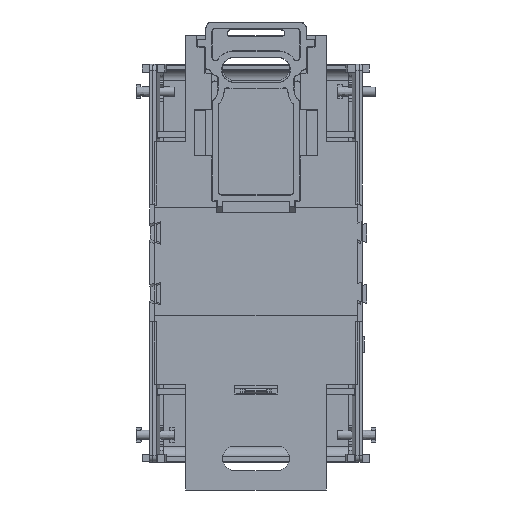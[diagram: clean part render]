
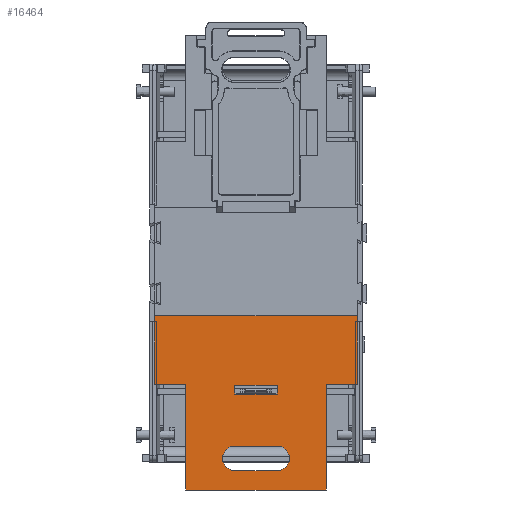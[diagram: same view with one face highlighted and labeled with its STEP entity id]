
A CAD part, front view. The second image highlights one B-rep face of the part: STEP entity #16464.
In plain terms, the highlighted planar face has unit normal (0, -1, 0).
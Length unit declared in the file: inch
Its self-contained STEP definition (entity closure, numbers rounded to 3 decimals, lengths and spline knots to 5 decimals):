
#359 = EDGE_CURVE ( 'NONE', #18190, #17831, #26549, .T. ) ;
#380 = DIRECTION ( 'NONE',  ( 1., 0., 0. ) ) ;
#1009 = EDGE_CURVE ( 'NONE', #16982, #25033, #13605, .T. ) ;
#1293 = CARTESIAN_POINT ( 'NONE',  ( -0.26378, -0.60039, -2.40945 ) ) ;
#1384 = CARTESIAN_POINT ( 'NONE',  ( 1.25, -0.60039, -1.61673 ) ) ;
#1665 = VERTEX_POINT ( 'NONE', #6161 ) ;
#1726 = CARTESIAN_POINT ( 'NONE',  ( 0.86614, -0.60039, -1.5 ) ) ;
#1869 = EDGE_CURVE ( 'NONE', #14339, #18771, #25569, .T. ) ;
#2206 = ORIENTED_EDGE ( 'NONE', *, *, #27504, .F. ) ;
#2210 = EDGE_CURVE ( 'NONE', #17831, #21865, #23474, .T. ) ;
#2291 = DIRECTION ( 'NONE',  ( 0., 0., -1. ) ) ;
#2364 = VECTOR ( 'NONE', #2291, 39.37008 ) ;
#2500 = ORIENTED_EDGE ( 'NONE', *, *, #9326, .F. ) ;
#2563 = PLANE ( 'NONE',  #23629 ) ;
#2591 = ORIENTED_EDGE ( 'NONE', *, *, #1869, .F. ) ;
#2712 = CARTESIAN_POINT ( 'NONE',  ( 1.25, -0.60039, -0.64961 ) ) ;
#2840 = LINE ( 'NONE', #27224, #15136 ) ;
#4215 = VECTOR ( 'NONE', #27732, 39.37008 ) ;
#4550 = CARTESIAN_POINT ( 'NONE',  ( -0.86614, -0.60039, -2.79921 ) ) ;
#4570 = EDGE_CURVE ( 'NONE', #12157, #8001, #6525, .T. ) ;
#5195 = ORIENTED_EDGE ( 'NONE', *, *, #10842, .F. ) ;
#5196 = LINE ( 'NONE', #9319, #18135 ) ;
#5237 = EDGE_LOOP ( 'NONE', ( #2500, #6760, #5644, #12988, #6018, #16200, #2591, #2206 ) ) ;
#5560 = AXIS2_PLACEMENT_3D ( 'NONE', #15439, #15145, #21696 ) ;
#5644 = ORIENTED_EDGE ( 'NONE', *, *, #12536, .F. ) ;
#5746 = CARTESIAN_POINT ( 'NONE',  ( 0.26378, -0.60039, -0.64961 ) ) ;
#5849 = DIRECTION ( 'NONE',  ( 0., 0., 1. ) ) ;
#6009 = VERTEX_POINT ( 'NONE', #14253 ) ;
#6018 = ORIENTED_EDGE ( 'NONE', *, *, #4570, .F. ) ;
#6161 = CARTESIAN_POINT ( 'NONE',  ( 0.26378, -0.60039, -1.50649 ) ) ;
#6299 = VECTOR ( 'NONE', #21130, 39.37008 ) ;
#6304 = ORIENTED_EDGE ( 'NONE', *, *, #2210, .F. ) ;
#6365 = LINE ( 'NONE', #23868, #23997 ) ;
#6463 = EDGE_CURVE ( 'NONE', #21865, #6009, #24365, .T. ) ;
#6477 = CARTESIAN_POINT ( 'NONE',  ( 1.25, -0.60039, -1.50649 ) ) ;
#6525 = LINE ( 'NONE', #22307, #2364 ) ;
#6760 = ORIENTED_EDGE ( 'NONE', *, *, #1009, .F. ) ;
#7703 = LINE ( 'NONE', #1384, #23049 ) ;
#7704 = LINE ( 'NONE', #26484, #6299 ) ;
#8001 = VERTEX_POINT ( 'NONE', #18064 ) ;
#8196 = CARTESIAN_POINT ( 'NONE',  ( -1.25, -0.60039, -0.64961 ) ) ;
#8670 = LINE ( 'NONE', #24128, #20220 ) ;
#8992 = VERTEX_POINT ( 'NONE', #1726 ) ;
#9134 = VECTOR ( 'NONE', #25687, 39.37008 ) ;
#9319 = CARTESIAN_POINT ( 'NONE',  ( 1.25, -0.60039, -0.64961 ) ) ;
#9326 = EDGE_CURVE ( 'NONE', #25033, #17325, #7704, .T. ) ;
#9445 = DIRECTION ( 'NONE',  ( 0., 1., 0. ) ) ;
#9676 = VECTOR ( 'NONE', #24893, 39.37008 ) ;
#10113 = DIRECTION ( 'NONE',  ( 1., 0., 0. ) ) ;
#10144 = CARTESIAN_POINT ( 'NONE',  ( -0.86614, -0.60039, -1.5 ) ) ;
#10230 = DIRECTION ( 'NONE',  ( 0., -1., 0. ) ) ;
#10399 = ORIENTED_EDGE ( 'NONE', *, *, #18812, .F. ) ;
#10842 = EDGE_CURVE ( 'NONE', #14566, #1665, #25893, .T. ) ;
#11570 = CARTESIAN_POINT ( 'NONE',  ( 0.26378, -0.60039, -2.25984 ) ) ;
#11675 = CARTESIAN_POINT ( 'NONE',  ( 0.26378, -0.60039, -2.55906 ) ) ;
#11723 = VECTOR ( 'NONE', #5849, 39.37008 ) ;
#11842 = CARTESIAN_POINT ( 'NONE',  ( 0.86614, -0.60039, -2.79921 ) ) ;
#11911 = EDGE_LOOP ( 'NONE', ( #19046, #26564, #5195, #26960 ) ) ;
#12069 = EDGE_LOOP ( 'NONE', ( #19828, #6304, #15003, #10399 ) ) ;
#12081 = FACE_OUTER_BOUND ( 'NONE', #5237, .T. ) ;
#12157 = VERTEX_POINT ( 'NONE', #21631 ) ;
#12536 = EDGE_CURVE ( 'NONE', #8992, #16982, #21174, .T. ) ;
#12988 = ORIENTED_EDGE ( 'NONE', *, *, #16443, .F. ) ;
#13367 = DIRECTION ( 'NONE',  ( -1., 0., 0. ) ) ;
#13465 = DIRECTION ( 'NONE',  ( -1., 0., 0. ) ) ;
#13537 = VECTOR ( 'NONE', #13465, 39.37008 ) ;
#13605 = LINE ( 'NONE', #17979, #13537 ) ;
#13694 = DIRECTION ( 'NONE',  ( 0., 0., 1. ) ) ;
#13819 = CARTESIAN_POINT ( 'NONE',  ( -0.26378, -0.60039, -2.25984 ) ) ;
#13985 = FACE_BOUND ( 'NONE', #11911, .T. ) ;
#14253 = CARTESIAN_POINT ( 'NONE',  ( -0.26378, -0.60039, -2.55906 ) ) ;
#14339 = VERTEX_POINT ( 'NONE', #28051 ) ;
#14504 = CARTESIAN_POINT ( 'NONE',  ( -1.25, -0.60039, -0.64961 ) ) ;
#14566 = VERTEX_POINT ( 'NONE', #21031 ) ;
#14956 = DIRECTION ( 'NONE',  ( 0., 0., -1. ) ) ;
#15003 = ORIENTED_EDGE ( 'NONE', *, *, #359, .F. ) ;
#15136 = VECTOR ( 'NONE', #10113, 39.37008 ) ;
#15145 = DIRECTION ( 'NONE',  ( 0., -1., 0. ) ) ;
#15439 = CARTESIAN_POINT ( 'NONE',  ( 0.26378, -0.60039, -2.40945 ) ) ;
#16047 = CARTESIAN_POINT ( 'NONE',  ( -0.26378, -0.60039, -1.61673 ) ) ;
#16200 = ORIENTED_EDGE ( 'NONE', *, *, #24565, .F. ) ;
#16443 = EDGE_CURVE ( 'NONE', #8001, #8992, #27391, .T. ) ;
#16464 = ADVANCED_FACE ( 'NONE', ( #12081, #13985, #18640 ), #2563, .F. ) ;
#16982 = VERTEX_POINT ( 'NONE', #11842 ) ;
#17166 = VECTOR ( 'NONE', #19193, 39.37008 ) ;
#17325 = VERTEX_POINT ( 'NONE', #10144 ) ;
#17407 = EDGE_CURVE ( 'NONE', #19623, #19323, #8670, .T. ) ;
#17831 = VERTEX_POINT ( 'NONE', #11570 ) ;
#17867 = AXIS2_PLACEMENT_3D ( 'NONE', #1293, #10230, #21454 ) ;
#17979 = CARTESIAN_POINT ( 'NONE',  ( 1.25, -0.60039, -2.79921 ) ) ;
#18064 = CARTESIAN_POINT ( 'NONE',  ( 1.25, -0.60039, -1.5 ) ) ;
#18135 = VECTOR ( 'NONE', #380, 39.37008 ) ;
#18190 = VERTEX_POINT ( 'NONE', #11675 ) ;
#18566 = CARTESIAN_POINT ( 'NONE',  ( 1.25, -0.60039, -2.25984 ) ) ;
#18640 = FACE_BOUND ( 'NONE', #12069, .T. ) ;
#18771 = VERTEX_POINT ( 'NONE', #8196 ) ;
#18812 = EDGE_CURVE ( 'NONE', #6009, #18190, #2840, .T. ) ;
#19002 = CARTESIAN_POINT ( 'NONE',  ( 0.86614, -0.60039, -0.64961 ) ) ;
#19046 = ORIENTED_EDGE ( 'NONE', *, *, #17407, .F. ) ;
#19193 = DIRECTION ( 'NONE',  ( 0., 0., 1. ) ) ;
#19323 = VERTEX_POINT ( 'NONE', #16047 ) ;
#19623 = VERTEX_POINT ( 'NONE', #28270 ) ;
#19828 = ORIENTED_EDGE ( 'NONE', *, *, #6463, .F. ) ;
#20111 = EDGE_CURVE ( 'NONE', #1665, #19623, #28829, .T. ) ;
#20220 = VECTOR ( 'NONE', #14956, 39.37008 ) ;
#20998 = DIRECTION ( 'NONE',  ( 1., 0., 0. ) ) ;
#21031 = CARTESIAN_POINT ( 'NONE',  ( 0.26378, -0.60039, -1.61673 ) ) ;
#21130 = DIRECTION ( 'NONE',  ( 0., 0., 1. ) ) ;
#21174 = LINE ( 'NONE', #19002, #9134 ) ;
#21454 = DIRECTION ( 'NONE',  ( 0., 0., 1. ) ) ;
#21631 = CARTESIAN_POINT ( 'NONE',  ( 1.25, -0.60039, -0.64961 ) ) ;
#21696 = DIRECTION ( 'NONE',  ( 0., 0., 1. ) ) ;
#21865 = VERTEX_POINT ( 'NONE', #13819 ) ;
#22307 = CARTESIAN_POINT ( 'NONE',  ( 1.25, -0.60039, -0.64961 ) ) ;
#23049 = VECTOR ( 'NONE', #20998, 39.37008 ) ;
#23474 = LINE ( 'NONE', #18566, #4215 ) ;
#23629 = AXIS2_PLACEMENT_3D ( 'NONE', #2712, #9445, #13694 ) ;
#23868 = CARTESIAN_POINT ( 'NONE',  ( 1.25, -0.60039, -1.5 ) ) ;
#23997 = VECTOR ( 'NONE', #26065, 39.37008 ) ;
#24128 = CARTESIAN_POINT ( 'NONE',  ( -0.26378, -0.60039, -0.64961 ) ) ;
#24365 = CIRCLE ( 'NONE', #17867, 0.14961 ) ;
#24565 = EDGE_CURVE ( 'NONE', #18771, #12157, #5196, .T. ) ;
#24893 = DIRECTION ( 'NONE',  ( -1., 0., 0. ) ) ;
#25033 = VERTEX_POINT ( 'NONE', #4550 ) ;
#25183 = CARTESIAN_POINT ( 'NONE',  ( 1.25, -0.60039, -1.5 ) ) ;
#25569 = LINE ( 'NONE', #14504, #11723 ) ;
#25687 = DIRECTION ( 'NONE',  ( 0., 0., -1. ) ) ;
#25893 = LINE ( 'NONE', #5746, #17166 ) ;
#26065 = DIRECTION ( 'NONE',  ( -1., 0., 0. ) ) ;
#26484 = CARTESIAN_POINT ( 'NONE',  ( -0.86614, -0.60039, -0.64961 ) ) ;
#26549 = CIRCLE ( 'NONE', #5560, 0.14961 ) ;
#26564 = ORIENTED_EDGE ( 'NONE', *, *, #20111, .F. ) ;
#26960 = ORIENTED_EDGE ( 'NONE', *, *, #28472, .F. ) ;
#27224 = CARTESIAN_POINT ( 'NONE',  ( 1.25, -0.60039, -2.55906 ) ) ;
#27391 = LINE ( 'NONE', #25183, #9676 ) ;
#27504 = EDGE_CURVE ( 'NONE', #17325, #14339, #6365, .T. ) ;
#27732 = DIRECTION ( 'NONE',  ( -1., 0., 0. ) ) ;
#28051 = CARTESIAN_POINT ( 'NONE',  ( -1.25, -0.60039, -1.5 ) ) ;
#28270 = CARTESIAN_POINT ( 'NONE',  ( -0.26378, -0.60039, -1.50649 ) ) ;
#28472 = EDGE_CURVE ( 'NONE', #19323, #14566, #7703, .T. ) ;
#28745 = VECTOR ( 'NONE', #13367, 39.37008 ) ;
#28829 = LINE ( 'NONE', #6477, #28745 ) ;
